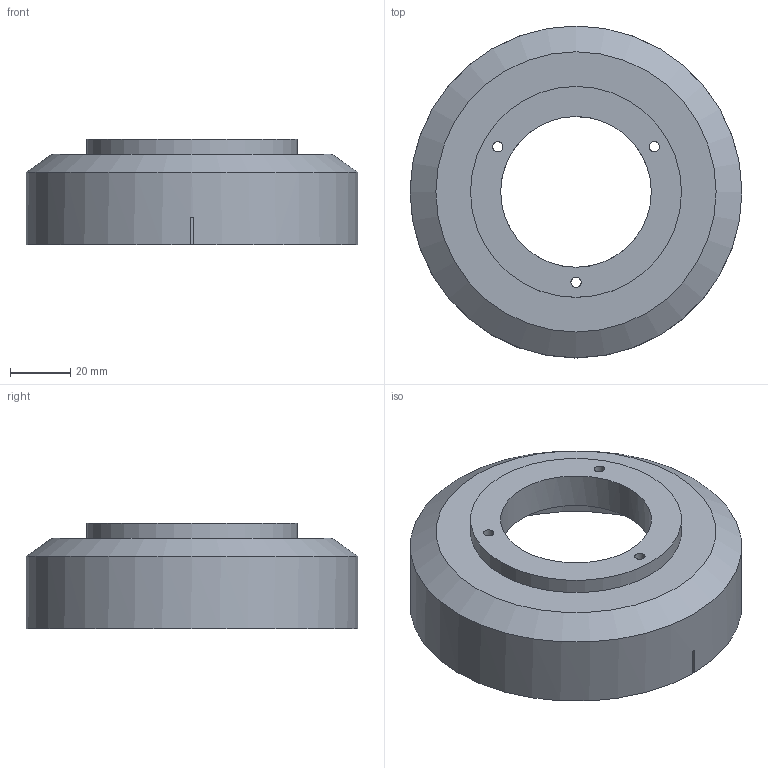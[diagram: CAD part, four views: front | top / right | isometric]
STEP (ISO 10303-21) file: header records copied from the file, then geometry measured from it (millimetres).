
FILE_DESCRIPTION(('FreeCAD Model'),'2;1');
FILE_NAME('Open CASCADE Shape Model','2021-07-31T13:50:27',('Author'),( ''),'Open CASCADE STEP processor 7.5','FreeCAD','Unknown');
FILE_SCHEMA(('AUTOMOTIVE_DESIGN { 1 0 10303 214 1 1 1 1 }'));
Length unit declared in the file: millimetre
Products named in the file (1): Art1Bot
Bounding box: 110.14 x 110.14 x 35 mm (x, y, z)
Volume: 80464.7 mm3; surface area: 40568.6 mm2
Topology: 1 solids, 1 shells, 236 faces, 688 edges, 459 vertices
Faces by surface type: bspline 200, plane 28, cylinder 7, cone 1
Full cylindrical faces by diameter (mm): 3.4 x3, 50 x1, 70 x1, 110.138 x1
Entity records: 33312 total; most frequent: CARTESIAN_POINT 22439, ORIENTED_EDGE 1376, PCURVE 1376, DEFINITIONAL_REPRESENTATION 1376, B_SPLINE_CURVE_WITH_KNOTS 1204, DIRECTION 953, LINE 823, VECTOR 823
